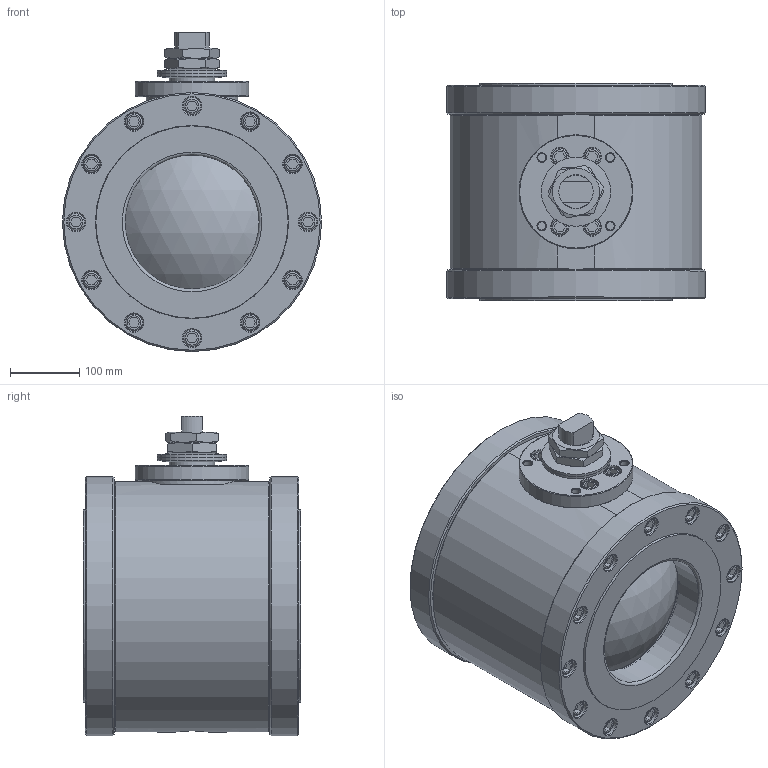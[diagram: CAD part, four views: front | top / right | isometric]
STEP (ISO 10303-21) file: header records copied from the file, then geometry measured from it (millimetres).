
FILE_DESCRIPTION( ( 'STEP AP214' ), '1' );
FILE_NAME( ' ', ' ', ( ' ' ), ( ' ' ), 'PSStep 13.0', 'VISI 18.0', ' ' );
FILE_SCHEMA( ( 'AUTOMOTIVE_DESIGN { 1 0 10303 214 1 1 1 1 }' ) );
Length unit declared in the file: millimetre
Products named in the file (2): 1; 2
Bounding box: 375 x 315 x 462 mm (x, y, z)
Volume: 19089537 mm3; surface area: 1840202.4 mm2
Topology: 2 solids, 67 shells, 877 faces, 1916 edges, 1263 vertices
Faces by surface type: plane 455, cylinder 216, cone 164, torus 38, sphere 4
Full cylindrical faces by diameter (mm): 8 x1, 12 x4, 14 x28, 16 x28, 17 x4, 18 x24, 24 x28, 26 x28, 44 x2, 49.7 x1, 50 x5, 50.2 x1, 51 x2, 63.6 x1, 64 x1, 66 x1, 68 x1, 71.1 x1, 74.8 x2, 75 x1, 100 x2, 133 x1, 165 x1, 194 x3, 197.1 x2, 197.2 x2, 210 x1, 225 x2, 286 x2, 297.7 x4
Entity records: 28672 total; most frequent: CARTESIAN_POINT 4370, DIRECTION 3722, ORIENTED_EDGE 2744, AXIS2_PLACEMENT_3D 1564, EDGE_LOOP 1456, EDGE_CURVE 1372, FACE_OUTER_BOUND 1103, VERTEX_POINT 1090
